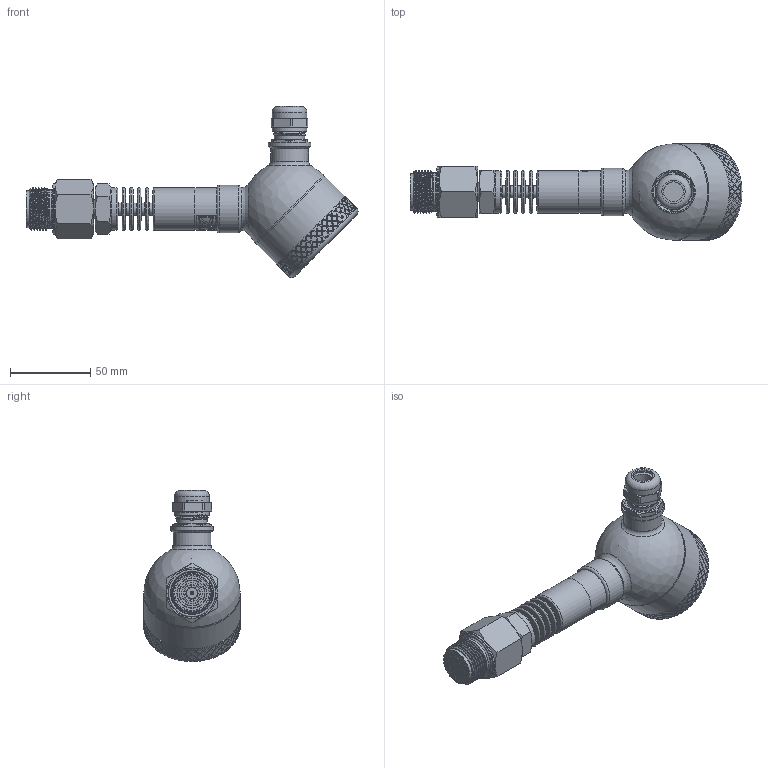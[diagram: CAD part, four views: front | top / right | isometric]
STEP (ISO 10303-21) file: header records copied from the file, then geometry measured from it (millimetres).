
FILE_DESCRIPTION(/* description */ (''),/* implementation_level */ '2;1');
FILE_NAME(/* name */ 'APZ3420mFH_G3''4DIN-flush_radiator_1_display.step',/* time_stamp */ '2021-07-07T15:50:22+03:00',/* author */ (''),/* organization */ (''),/* preprocessor_version */ 'ST-DEVELOPER v18.1',/* originating_system */ 'Autodesk Translation Framework v10.9.0.1377',/* authorisation */ '');
FILE_SCHEMA (('AUTOMOTIVE_DESIGN { 1 0 10303 214 3 1 1 }'));
Length unit declared in the file: millimetre
Products named in the file (14): АПЗ420М-полевойкорпус-
заполненный; Заполненный полевой 
корпус v13; Cover for display; Display; M20x1,5 steel cable gland v5; Cuerpo GAE.2000.0 Prensaestopas GADI M20x1.5 IP68 Laton; Junta GAE.2000.0 Prensaestopas GADI M20x1.5 IP68 Laton; Tuerca GAE.2000.0 Prensaestopas GADI M20x1.5 IP68 Laton; Brida GAE.2000.0 Prensaestopas GADI M20x1.5 IP68 Laton; Goma GAE.2000.0 Prensaestopas GADI M20x1.5 IP68 Laton; Main body; Adapter M20x1,5; G1\4EN radiator; G3'4DIN diaphragm 23 v6
Assembly tree (12 placements, depth 4):
  АПЗ420М-полевойкорпус-
заполненный
    Заполненный полевой 
корпус v13
      Cover for display
      Display
      M20x1,5 steel cable gland v5
        Cuerpo GAE.2000.0 Prensaestopas GADI M20x1.5 IP68 Laton
        Junta GAE.2000.0 Prensaestopas GADI M20x1.5 IP68 Laton
        Tuerca GAE.2000.0 Prensaestopas GADI M20x1.5 IP68 Laton
        Brida GAE.2000.0 Prensaestopas GADI M20x1.5 IP68 Laton
        Goma GAE.2000.0 Prensaestopas GADI M20x1.5 IP68 Laton
      Main body
      Adapter M20x1,5
    G1\4EN radiator
  G3'4DIN diaphragm 23 v6
Bounding box: 206.48 x 60.1 x 106.38 mm (x, y, z)
Volume: 264584.4 mm3; surface area: 68842.6 mm2
Topology: 21 solids, 21 shells, 1944 faces, 4906 edges, 3221 vertices
Faces by surface type: bspline 1048, plane 389, cylinder 371, cone 71, torus 64, sphere 1
Full cylindrical faces by diameter (mm): 2 x1, 3.3 x1, 4 x1, 5 x7, 7.5 x5, 8 x1, 9.5 x2, 11 x1, 11.445 x5, 12.3 x2, 13 x1, 13.157 x9, 15 x4, 16 x1, 16.2 x1, 17 x1, 17.15 x1, 18 x4, 18.526 x5, 18.75 x7, 19 x1, 20 x2, 20.203 x5, 20.3 x5, 20.8 x1, 21.6 x1, 21.7 x2, 21.767 x1, 22.4 x1, 23 x1
Entity records: 90558 total; most frequent: CARTESIAN_POINT 52155, ORIENTED_EDGE 9808, EDGE_CURVE 4904, DIRECTION 4350, VERTEX_POINT 3221, B_SPLINE_CURVE_WITH_KNOTS 3010, EDGE_LOOP 2209, FACE_OUTER_BOUND 1944
